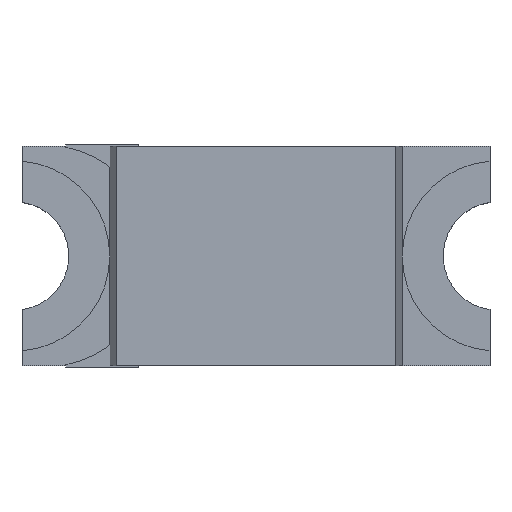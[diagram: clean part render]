
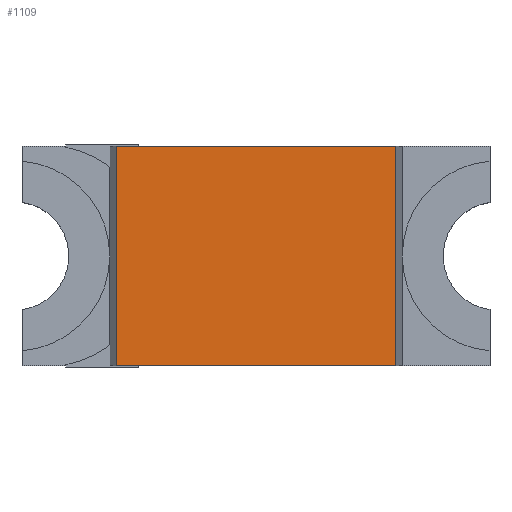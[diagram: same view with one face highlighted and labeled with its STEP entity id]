
A CAD part, top view. The second image highlights one B-rep face of the part: STEP entity #1109.
In plain terms, the highlighted face is planar.
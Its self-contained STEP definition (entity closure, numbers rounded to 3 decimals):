
#143=FACE_OUTER_BOUND('',#205,.T.);
#205=EDGE_LOOP('',(#990,#991,#992,#993));
#321=LINE('',#1827,#443);
#326=LINE('',#1838,#448);
#328=LINE('',#1841,#450);
#329=LINE('',#1842,#451);
#443=VECTOR('',#1510,531.25);
#448=VECTOR('',#1519,531.25);
#450=VECTOR('',#1523,531.25);
#451=VECTOR('',#1524,531.25);
#545=VERTEX_POINT('',#1821);
#547=VERTEX_POINT('',#1825);
#550=VERTEX_POINT('',#1835);
#551=VERTEX_POINT('',#1837);
#693=EDGE_CURVE('',#547,#545,#321,.T.);
#698=EDGE_CURVE('',#551,#550,#326,.T.);
#700=EDGE_CURVE('',#545,#550,#328,.T.);
#701=EDGE_CURVE('',#547,#551,#329,.T.);
#990=ORIENTED_EDGE('',*,*,#700,.F.);
#991=ORIENTED_EDGE('',*,*,#693,.F.);
#992=ORIENTED_EDGE('',*,*,#701,.T.);
#993=ORIENTED_EDGE('',*,*,#698,.T.);
#1047=PLANE('',#1219);
#1109=ADVANCED_FACE('',(#143),#1047,.T.);
#1219=AXIS2_PLACEMENT_3D('',#1840,#1521,#1522);
#1510=DIRECTION('',(0.,0.,1.));
#1519=DIRECTION('',(0.,0.,1.));
#1521=DIRECTION('center_axis',(0.,1.,0.));
#1522=DIRECTION('ref_axis',(0.,0.,1.));
#1523=DIRECTION('',(-1.,0.,0.));
#1524=DIRECTION('',(-1.,0.,0.));
#1821=CARTESIAN_POINT('',(0.508,0.213,0.398));
#1825=CARTESIAN_POINT('',(0.508,0.213,-0.398));
#1827=CARTESIAN_POINT('',(0.508,0.213,-0.398));
#1835=CARTESIAN_POINT('',(-0.508,0.213,0.398));
#1837=CARTESIAN_POINT('',(-0.508,0.213,-0.398));
#1838=CARTESIAN_POINT('',(-0.508,0.213,-0.398));
#1840=CARTESIAN_POINT('Origin',(-0.508,0.213,-0.398));
#1841=CARTESIAN_POINT('',(-0.508,0.213,0.398));
#1842=CARTESIAN_POINT('',(-0.508,0.213,-0.398));
